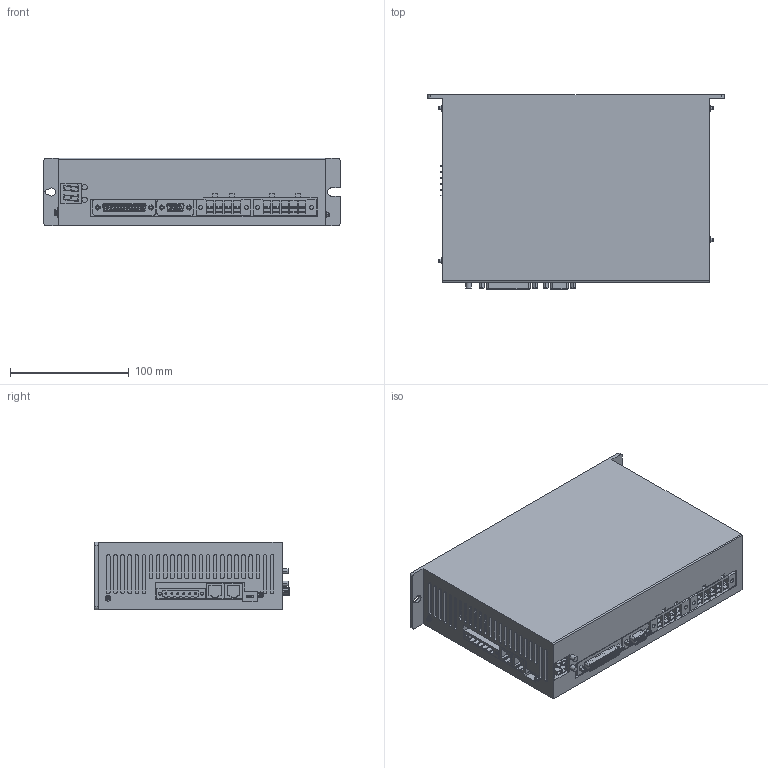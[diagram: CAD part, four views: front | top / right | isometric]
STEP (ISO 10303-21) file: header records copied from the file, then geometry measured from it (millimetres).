
FILE_DESCRIPTION((''),'2;1');
FILE_NAME('PRT0001','2017-07-31T',('Lucifer'),(''),'PRO/ENGINEER BY PARAMETRIC TECHNOLOGY CORPORATION, 2010280','PRO/ENGINEER BY PARAMETRIC TECHNOLOGY CORPORATION, 2010280','');
FILE_SCHEMA(('CONFIG_CONTROL_DESIGN'));
Length unit declared in the file: millimetre
Products named in the file (1): PRT0001
Bounding box: 250 x 164 x 57 mm (x, y, z)
Volume: 1996579.3 mm3; surface area: 156019.5 mm2
Topology: 1 solids, 1 shells, 1101 faces, 2720 edges, 1917 vertices
Faces by surface type: plane 741, cylinder 344, torus 16
Entity records: 32370 total; most frequent: CARTESIAN_POINT 5732, DIRECTION 5551, ORIENTED_EDGE 5258, EDGE_CURVE 2629, VECTOR 2019, LINE 2019, AXIS2_PLACEMENT_3D 1766, VERTEX_POINT 1735
